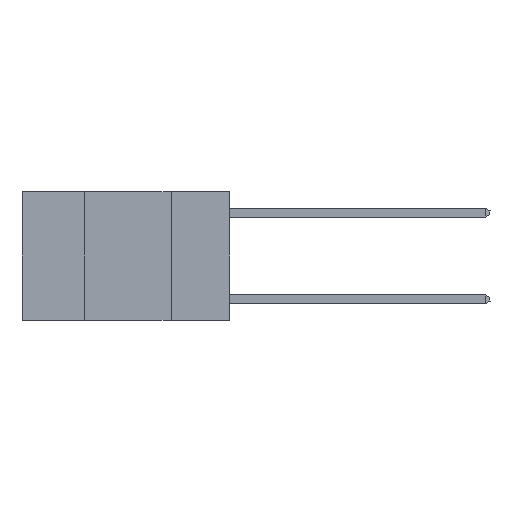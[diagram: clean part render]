
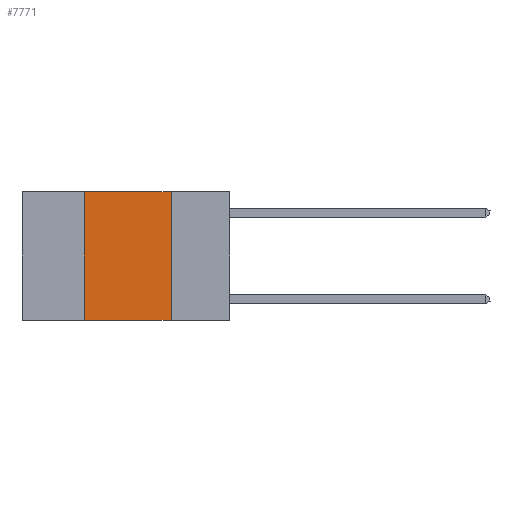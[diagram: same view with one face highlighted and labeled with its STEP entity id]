
A CAD part, left-side view. The second image highlights one B-rep face of the part: STEP entity #7771.
In plain terms, the highlighted planar face has unit normal (-1, 0, 0).
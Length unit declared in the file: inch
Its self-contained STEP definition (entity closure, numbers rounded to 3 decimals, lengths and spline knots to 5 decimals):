
#320 = ORIENTED_EDGE ( 'NONE', *, *, #2670, .F. ) ;
#2006 = ORIENTED_EDGE ( 'NONE', *, *, #6585, .T. ) ;
#2023 = VECTOR ( 'NONE', #2114, 39.37008 ) ;
#2114 = DIRECTION ( 'NONE',  ( 0., 0., 1. ) ) ;
#2407 = EDGE_CURVE ( 'NONE', #7111, #5020, #9021, .T. ) ;
#2606 = EDGE_CURVE ( 'NONE', #3479, #7111, #3372, .T. ) ;
#2670 = EDGE_CURVE ( 'NONE', #11979, #3479, #7835, .T. ) ;
#3372 = LINE ( 'NONE', #5268, #5957 ) ;
#3377 = CARTESIAN_POINT ( 'NONE',  ( 0., 0.6, -0.37 ) ) ;
#3479 = VERTEX_POINT ( 'NONE', #7781 ) ;
#3718 = ORIENTED_EDGE ( 'NONE', *, *, #2606, .F. ) ;
#3787 = CARTESIAN_POINT ( 'NONE',  ( 0., 0.17, 0. ) ) ;
#4306 = DIRECTION ( 'NONE',  ( 1., 0., 0. ) ) ;
#4482 = DIRECTION ( 'NONE',  ( 0., -1., 0. ) ) ;
#4889 = DIRECTION ( 'NONE',  ( 0., 0., -1. ) ) ;
#5020 = VERTEX_POINT ( 'NONE', #6197 ) ;
#5268 = CARTESIAN_POINT ( 'NONE',  ( 0., 0.6, 0. ) ) ;
#5792 = VECTOR ( 'NONE', #4889, 39.37008 ) ;
#5957 = VECTOR ( 'NONE', #12912, 39.37008 ) ;
#6197 = CARTESIAN_POINT ( 'NONE',  ( 0., 0.17, -0.37 ) ) ;
#6393 = AXIS2_PLACEMENT_3D ( 'NONE', #7570, #4306, #11974 ) ;
#6428 = CARTESIAN_POINT ( 'NONE',  ( 0., 0.17, 0. ) ) ;
#6585 = EDGE_CURVE ( 'NONE', #11979, #5020, #8300, .T. ) ;
#6789 = ORIENTED_EDGE ( 'NONE', *, *, #2407, .F. ) ;
#7111 = VERTEX_POINT ( 'NONE', #6428 ) ;
#7557 = CARTESIAN_POINT ( 'NONE',  ( 0., 0.42, 0. ) ) ;
#7570 = CARTESIAN_POINT ( 'NONE',  ( 0., 0.6, 0. ) ) ;
#7771 = ADVANCED_FACE ( 'NONE', ( #13893 ), #10879, .F. ) ;
#7781 = CARTESIAN_POINT ( 'NONE',  ( 0., 0.42, 0. ) ) ;
#7835 = LINE ( 'NONE', #7557, #2023 ) ;
#8300 = LINE ( 'NONE', #3377, #11215 ) ;
#9021 = LINE ( 'NONE', #3787, #5792 ) ;
#10879 = PLANE ( 'NONE',  #6393 ) ;
#11215 = VECTOR ( 'NONE', #4482, 39.37008 ) ;
#11974 = DIRECTION ( 'NONE',  ( 0., 0., -1. ) ) ;
#11979 = VERTEX_POINT ( 'NONE', #13621 ) ;
#12896 = EDGE_LOOP ( 'NONE', ( #6789, #3718, #320, #2006 ) ) ;
#12912 = DIRECTION ( 'NONE',  ( 0., -1., 0. ) ) ;
#13621 = CARTESIAN_POINT ( 'NONE',  ( 0., 0.42, -0.37 ) ) ;
#13893 = FACE_OUTER_BOUND ( 'NONE', #12896, .T. ) ;
